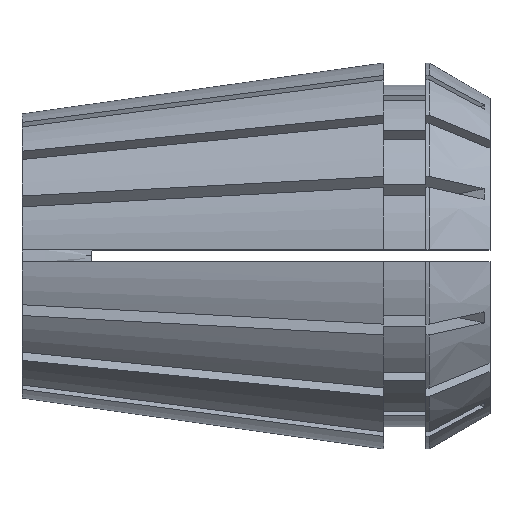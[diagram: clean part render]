
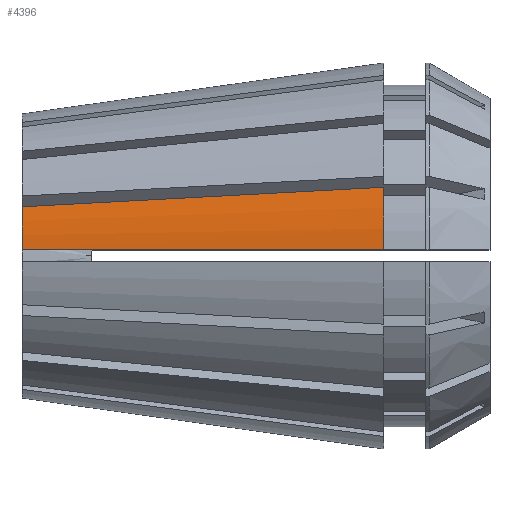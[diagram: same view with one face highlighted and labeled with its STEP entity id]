
A CAD part, top view. The second image highlights one B-rep face of the part: STEP entity #4396.
In plain terms, the highlighted conical face has half-angle 8 degrees and reference radius 16.5 mm.
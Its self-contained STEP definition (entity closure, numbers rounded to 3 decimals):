
#50 = B_SPLINE_CURVE_WITH_KNOTS ( 'NONE', 3,
 ( #4112, #4538, #661, #3222, #4070, #643, #4522 ),
 .UNSPECIFIED., .F., .F.,
 ( 4, 3, 4 ),
 ( 0., 0.021, 0.031 ),
 .UNSPECIFIED. ) ;
#79 = DIRECTION ( 'NONE',  ( 0., 0., -1. ) ) ;
#87 = CARTESIAN_POINT ( 'NONE',  ( 29.224, 0.5, 16.257 ) ) ;
#148 = CARTESIAN_POINT ( 'NONE',  ( 1.268, 0.5, 12.326 ) ) ;
#484 = B_SPLINE_CURVE_WITH_KNOTS ( 'NONE', 3,
 ( #4817, #87, #3119, #2701, #5258, #1452, #594, #2263, #148, #547 ),
 .UNSPECIFIED., .F., .F.,
 ( 4, 3, 3, 4 ),
 ( 0.056, 0.061, 0.083, 0.087 ),
 .UNSPECIFIED. ) ;
#547 = CARTESIAN_POINT ( 'NONE',  ( 0., 0.5, 12.147 ) ) ;
#594 = CARTESIAN_POINT ( 'NONE',  ( 3.805, 0.5, 12.683 ) ) ;
#643 = CARTESIAN_POINT ( 'NONE',  ( 27.645, 5.674, 15.006 ) ) ;
#661 = CARTESIAN_POINT ( 'NONE',  ( 14.091, 4.945, 13.245 ) ) ;
#916 = DIRECTION ( 'NONE',  ( -1., 0., 0. ) ) ;
#1006 = CARTESIAN_POINT ( 'NONE',  ( 0., 0.5, 12.147 ) ) ;
#1278 = VERTEX_POINT ( 'NONE', #3359 ) ;
#1452 = CARTESIAN_POINT ( 'NONE',  ( 11.161, 0.5, 13.717 ) ) ;
#1499 = VERTEX_POINT ( 'NONE', #1982 ) ;
#1580 = CARTESIAN_POINT ( 'NONE',  ( 30.9, 0.5, 16.493 ) ) ;
#1606 = ORIENTED_EDGE ( 'NONE', *, *, #5004, .T. ) ;
#1679 = FACE_OUTER_BOUND ( 'NONE', #3976, .T. ) ;
#1824 = DIRECTION ( 'NONE',  ( 0., 0., 1. ) ) ;
#1857 = CARTESIAN_POINT ( 'NONE',  ( 30.9, 0., 0. ) ) ;
#1982 = CARTESIAN_POINT ( 'NONE',  ( 30.9, 5.85, 15.429 ) ) ;
#2055 = AXIS2_PLACEMENT_3D ( 'NONE', #1857, #3165, #79 ) ;
#2061 = ORIENTED_EDGE ( 'NONE', *, *, #2495, .F. ) ;
#2115 = CIRCLE ( 'NONE', #2966, 12.158 ) ;
#2133 = EDGE_CURVE ( 'NONE', #1278, #1499, #50, .T. ) ;
#2263 = CARTESIAN_POINT ( 'NONE',  ( 2.537, 0.5, 12.504 ) ) ;
#2443 = DIRECTION ( 'NONE',  ( -1., 0., 0. ) ) ;
#2495 = EDGE_CURVE ( 'NONE', #2741, #4449, #484, .T. ) ;
#2618 = ORIENTED_EDGE ( 'NONE', *, *, #2866, .F. ) ;
#2641 = CARTESIAN_POINT ( 'NONE',  ( 30.9, 0., 0. ) ) ;
#2701 = CARTESIAN_POINT ( 'NONE',  ( 25.872, 0.5, 15.786 ) ) ;
#2741 = VERTEX_POINT ( 'NONE', #1580 ) ;
#2866 = EDGE_CURVE ( 'NONE', #4449, #1278, #2115, .T. ) ;
#2947 = CONICAL_SURFACE ( 'NONE', #2055, 16.5, 0.14 ) ;
#2966 = AXIS2_PLACEMENT_3D ( 'NONE', #3306, #2443, #4926 ) ;
#3119 = CARTESIAN_POINT ( 'NONE',  ( 27.548, 0.5, 16.021 ) ) ;
#3165 = DIRECTION ( 'NONE',  ( 1., 0., 0. ) ) ;
#3222 = CARTESIAN_POINT ( 'NONE',  ( 21.136, 5.324, 14.16 ) ) ;
#3306 = CARTESIAN_POINT ( 'NONE',  ( 0., 0., 0. ) ) ;
#3359 = CARTESIAN_POINT ( 'NONE',  ( 0., 4.187, 11.414 ) ) ;
#3551 = ORIENTED_EDGE ( 'NONE', *, *, #2133, .F. ) ;
#3976 = EDGE_LOOP ( 'NONE', ( #3551, #2618, #2061, #1606 ) ) ;
#4070 = CARTESIAN_POINT ( 'NONE',  ( 24.391, 5.499, 14.583 ) ) ;
#4112 = CARTESIAN_POINT ( 'NONE',  ( 0., 4.187, 11.414 ) ) ;
#4214 = CIRCLE ( 'NONE', #5008, 16.5 ) ;
#4396 = ADVANCED_FACE ( 'NONE', ( #1679 ), #2947, .T. ) ;
#4449 = VERTEX_POINT ( 'NONE', #1006 ) ;
#4522 = CARTESIAN_POINT ( 'NONE',  ( 30.9, 5.85, 15.429 ) ) ;
#4538 = CARTESIAN_POINT ( 'NONE',  ( 7.045, 4.566, 12.33 ) ) ;
#4817 = CARTESIAN_POINT ( 'NONE',  ( 30.9, 0.5, 16.493 ) ) ;
#4926 = DIRECTION ( 'NONE',  ( 0., 0., 1. ) ) ;
#5004 = EDGE_CURVE ( 'NONE', #2741, #1499, #4214, .T. ) ;
#5008 = AXIS2_PLACEMENT_3D ( 'NONE', #2641, #916, #1824 ) ;
#5258 = CARTESIAN_POINT ( 'NONE',  ( 18.516, 0.5, 14.751 ) ) ;
